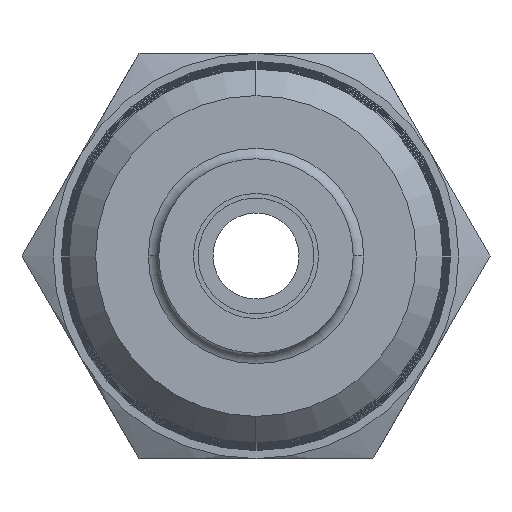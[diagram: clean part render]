
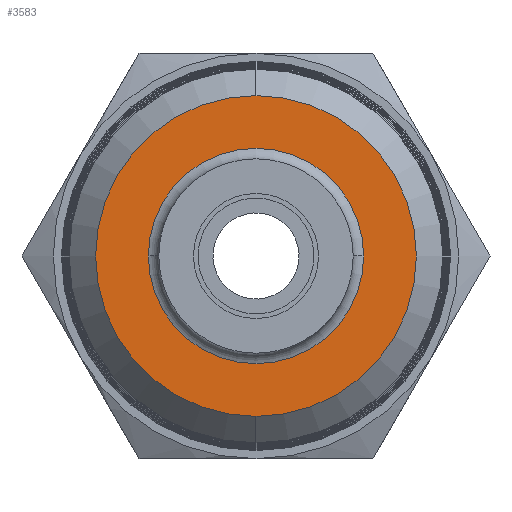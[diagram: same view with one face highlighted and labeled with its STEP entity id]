
A CAD part, front view. The second image highlights one B-rep face of the part: STEP entity #3583.
In plain terms, the highlighted planar face has unit normal (0, -1, 0).
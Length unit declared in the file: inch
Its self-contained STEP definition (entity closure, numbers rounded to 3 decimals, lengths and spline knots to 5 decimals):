
#247 = ORIENTED_EDGE ( 'NONE', *, *, #2822, .F. ) ;
#249 = ORIENTED_EDGE ( 'NONE', *, *, #2986, .F. ) ;
#251 = ORIENTED_EDGE ( 'NONE', *, *, #2977, .F. ) ;
#253 = ORIENTED_EDGE ( 'NONE', *, *, #2821, .F. ) ;
#1185 = CARTESIAN_POINT ( 'NONE',  ( 0., -1.21, 0.34631 ) ) ;
#1213 = CARTESIAN_POINT ( 'NONE',  ( 0., -1.21, -0.34631 ) ) ;
#1214 = CARTESIAN_POINT ( 'NONE',  ( 0., -1.21, -0.2325 ) ) ;
#1218 = CARTESIAN_POINT ( 'NONE',  ( 0., -1.21, 0.2325 ) ) ;
#1391 = FACE_OUTER_BOUND ( 'NONE', #3185, .T. ) ;
#1395 = FACE_BOUND ( 'NONE', #3179, .T. ) ;
#1545 = CIRCLE ( 'NONE', #1991, 0.34631 ) ;
#1565 = CIRCLE ( 'NONE', #1996, 0.2325 ) ;
#1775 = CIRCLE ( 'NONE', #2092, 0.34631 ) ;
#1785 = CIRCLE ( 'NONE', #2093, 0.2325 ) ;
#1918 = AXIS2_PLACEMENT_3D ( 'NONE', #2227, #2232, #2233 ) ;
#1991 = AXIS2_PLACEMENT_3D ( 'NONE', #2605, #2604, #2602 ) ;
#1996 = AXIS2_PLACEMENT_3D ( 'NONE', #2474, #2473, #2441 ) ;
#2092 = AXIS2_PLACEMENT_3D ( 'NONE', #2316, #2315, #2314 ) ;
#2093 = AXIS2_PLACEMENT_3D ( 'NONE', #2320, #2319, #2318 ) ;
#2227 = CARTESIAN_POINT ( 'NONE',  ( 0.17316, -1.21, 0. ) ) ;
#2230 = PLANE ( 'NONE',  #1918 ) ;
#2232 = DIRECTION ( 'NONE',  ( 0., -1., 0. ) ) ;
#2233 = DIRECTION ( 'NONE',  ( 0., 0., 1. ) ) ;
#2314 = DIRECTION ( 'NONE',  ( 0., 0., -1. ) ) ;
#2315 = DIRECTION ( 'NONE',  ( 0., 1., 0. ) ) ;
#2316 = CARTESIAN_POINT ( 'NONE',  ( 0., -1.21, 0. ) ) ;
#2318 = DIRECTION ( 'NONE',  ( 0., 0., 1. ) ) ;
#2319 = DIRECTION ( 'NONE',  ( 0., -1., 0. ) ) ;
#2320 = CARTESIAN_POINT ( 'NONE',  ( 0., -1.21, 0. ) ) ;
#2441 = DIRECTION ( 'NONE',  ( 0., 0., 1. ) ) ;
#2473 = DIRECTION ( 'NONE',  ( 0., -1., 0. ) ) ;
#2474 = CARTESIAN_POINT ( 'NONE',  ( 0., -1.21, 0. ) ) ;
#2602 = DIRECTION ( 'NONE',  ( 0., 0., -1. ) ) ;
#2604 = DIRECTION ( 'NONE',  ( 0., 1., 0. ) ) ;
#2605 = CARTESIAN_POINT ( 'NONE',  ( 0., -1.21, 0. ) ) ;
#2821 = EDGE_CURVE ( 'NONE', #3337, #3333, #1785, .T. ) ;
#2822 = EDGE_CURVE ( 'NONE', #3304, #3332, #1775, .T. ) ;
#2977 = EDGE_CURVE ( 'NONE', #3333, #3337, #1565, .T. ) ;
#2986 = EDGE_CURVE ( 'NONE', #3332, #3304, #1545, .T. ) ;
#3179 = EDGE_LOOP ( 'NONE', ( #253, #251 ) ) ;
#3185 = EDGE_LOOP ( 'NONE', ( #249, #247 ) ) ;
#3304 = VERTEX_POINT ( 'NONE', #1185 ) ;
#3332 = VERTEX_POINT ( 'NONE', #1213 ) ;
#3333 = VERTEX_POINT ( 'NONE', #1214 ) ;
#3337 = VERTEX_POINT ( 'NONE', #1218 ) ;
#3583 = ADVANCED_FACE ( 'NONE', ( #1395, #1391 ), #2230, .T. ) ;
